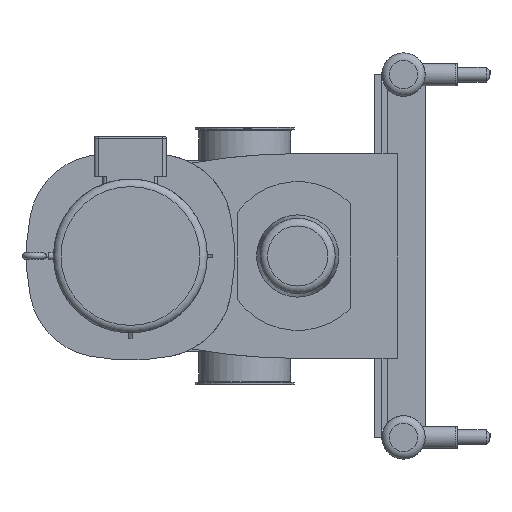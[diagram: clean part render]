
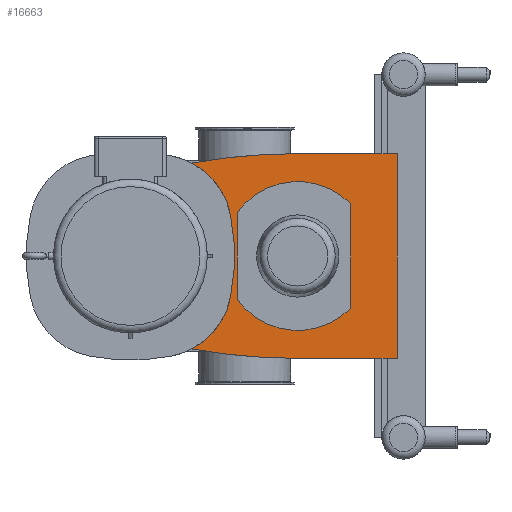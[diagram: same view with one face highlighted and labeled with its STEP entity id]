
A CAD part, left-side view. The second image highlights one B-rep face of the part: STEP entity #16663.
In plain terms, the highlighted planar face has unit normal (-1, 0, 0).
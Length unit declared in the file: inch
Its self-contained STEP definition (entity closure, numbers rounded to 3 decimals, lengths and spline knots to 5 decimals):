
#973=FACE_BOUND('',#5876,.T.);
#1360=PLANE('',#18133);
#2521=LINE('',#31116,#3826);
#2522=LINE('',#31118,#3827);
#2523=LINE('',#31120,#3828);
#2524=LINE('',#31132,#3829);
#2525=LINE('',#31135,#3830);
#3826=VECTOR('',#22092,0.3937);
#3827=VECTOR('',#22093,0.3937);
#3828=VECTOR('',#22094,0.3937);
#3829=VECTOR('',#22105,0.3937);
#3830=VECTOR('',#22108,0.3937);
#4869=FACE_OUTER_BOUND('',#5875,.T.);
#5875=EDGE_LOOP('',(#14768,#14769,#14770,#14771,#14772,#14773,#14774,#14775));
#5876=EDGE_LOOP('',(#14776,#14777,#14778,#14779));
#6648=CIRCLE('',#18134,39.37);
#6649=CIRCLE('',#18135,39.37);
#6650=CIRCLE('',#18136,5.);
#6651=CIRCLE('',#18137,13.78);
#6652=CIRCLE('',#18138,5.);
#6653=CIRCLE('',#18139,4.9215);
#6654=CIRCLE('',#18140,4.9215);
#8119=VERTEX_POINT('',#31112);
#8120=VERTEX_POINT('',#31113);
#8121=VERTEX_POINT('',#31115);
#8122=VERTEX_POINT('',#31117);
#8123=VERTEX_POINT('',#31119);
#8124=VERTEX_POINT('',#31121);
#8125=VERTEX_POINT('',#31123);
#8126=VERTEX_POINT('',#31125);
#8127=VERTEX_POINT('',#31128);
#8128=VERTEX_POINT('',#31129);
#8129=VERTEX_POINT('',#31131);
#8130=VERTEX_POINT('',#31133);
#10406=EDGE_CURVE('',#8119,#8120,#6648,.T.);
#10407=EDGE_CURVE('',#8120,#8121,#2521,.T.);
#10408=EDGE_CURVE('',#8121,#8122,#2522,.T.);
#10409=EDGE_CURVE('',#8122,#8123,#2523,.T.);
#10410=EDGE_CURVE('',#8123,#8124,#6649,.T.);
#10411=EDGE_CURVE('',#8125,#8124,#6650,.F.);
#10412=EDGE_CURVE('',#8125,#8126,#6651,.T.);
#10413=EDGE_CURVE('',#8126,#8119,#6652,.T.);
#10414=EDGE_CURVE('',#8127,#8128,#6653,.T.);
#10415=EDGE_CURVE('',#8128,#8129,#2524,.T.);
#10416=EDGE_CURVE('',#8129,#8130,#6654,.T.);
#10417=EDGE_CURVE('',#8130,#8127,#2525,.T.);
#14768=ORIENTED_EDGE('',*,*,#10406,.T.);
#14769=ORIENTED_EDGE('',*,*,#10407,.T.);
#14770=ORIENTED_EDGE('',*,*,#10408,.T.);
#14771=ORIENTED_EDGE('',*,*,#10409,.T.);
#14772=ORIENTED_EDGE('',*,*,#10410,.T.);
#14773=ORIENTED_EDGE('',*,*,#10411,.F.);
#14774=ORIENTED_EDGE('',*,*,#10412,.T.);
#14775=ORIENTED_EDGE('',*,*,#10413,.T.);
#14776=ORIENTED_EDGE('',*,*,#10414,.T.);
#14777=ORIENTED_EDGE('',*,*,#10415,.T.);
#14778=ORIENTED_EDGE('',*,*,#10416,.T.);
#14779=ORIENTED_EDGE('',*,*,#10417,.T.);
#16663=ADVANCED_FACE('',(#4869,#973),#1360,.F.);
#18133=AXIS2_PLACEMENT_3D('',#31111,#22088,#22089);
#18134=AXIS2_PLACEMENT_3D('',#31114,#22090,#22091);
#18135=AXIS2_PLACEMENT_3D('',#31122,#22095,#22096);
#18136=AXIS2_PLACEMENT_3D('',#31124,#22097,#22098);
#18137=AXIS2_PLACEMENT_3D('',#31126,#22099,#22100);
#18138=AXIS2_PLACEMENT_3D('',#31127,#22101,#22102);
#18139=AXIS2_PLACEMENT_3D('',#31130,#22103,#22104);
#18140=AXIS2_PLACEMENT_3D('',#31134,#22106,#22107);
#22088=DIRECTION('center_axis',(1.,0.,0.));
#22089=DIRECTION('ref_axis',(0.,0.,
-1.));
#22090=DIRECTION('center_axis',(-1.,0.,0.));
#22091=DIRECTION('ref_axis',(0.,0.,
1.));
#22092=DIRECTION('',(0.,-1.,0.));
#22093=DIRECTION('',(0.,0.,1.));
#22094=DIRECTION('',(0.,1.,0.));
#22095=DIRECTION('center_axis',(-1.,0.,0.));
#22096=DIRECTION('ref_axis',(0.,-0.386,-0.923));
#22097=DIRECTION('center_axis',(1.,0.,0.));
#22098=DIRECTION('ref_axis',(0.,-0.707,0.707));
#22099=DIRECTION('center_axis',(1.,0.,0.));
#22100=DIRECTION('ref_axis',(0.,0.911,-0.411));
#22101=DIRECTION('center_axis',(1.,0.,0.));
#22102=DIRECTION('ref_axis',(0.,-0.707,-0.707));
#22103=DIRECTION('center_axis',(1.,0.,0.));
#22104=DIRECTION('ref_axis',(0.,0.711,-0.703));
#22105=DIRECTION('',(0.,0.,-1.));
#22106=DIRECTION('center_axis',(1.,0.,0.));
#22107=DIRECTION('ref_axis',(0.,-0.813,0.583));
#22108=DIRECTION('',(0.,0.,1.));
#31111=CARTESIAN_POINT('Origin',(-34.626,-1.07839,0.));
#31112=CARTESIAN_POINT('',(-34.626,3.51029,-6.14234));
#31113=CARTESIAN_POINT('',(-34.626,-3.5,-6.7715));
#31114=CARTESIAN_POINT('Origin',(-34.626,-3.5,32.5985));
#31115=CARTESIAN_POINT('',(-34.626,-10.075,-6.7715));
#31116=CARTESIAN_POINT('',(-34.626,-3.5,-6.7715));
#31117=CARTESIAN_POINT('',(-34.626,-10.075,6.7715));
#31118=CARTESIAN_POINT('',(-34.626,-10.075,-6.7715));
#31119=CARTESIAN_POINT('',(-34.626,-3.5,6.7715));
#31120=CARTESIAN_POINT('',(-34.626,-10.075,6.7715));
#31121=CARTESIAN_POINT('',(-34.626,3.51029,6.14234));
#31122=CARTESIAN_POINT('Origin',(-34.626,-3.5,-32.5985));
#31123=CARTESIAN_POINT('',(-34.626,0.93997,2.69934));
#31124=CARTESIAN_POINT('Origin',(-34.626,5.8431,1.7199));
#31125=CARTESIAN_POINT('',(-34.626,0.93997,-2.69934));
#31126=CARTESIAN_POINT('Origin',(-34.626,14.453,0.));
#31127=CARTESIAN_POINT('Origin',(-34.626,5.8431,-1.7199));
#31128=CARTESIAN_POINT('',(-34.626,0.5,2.86726));
#31129=CARTESIAN_POINT('',(-34.626,-7.,3.45994));
#31130=CARTESIAN_POINT('Origin',(-34.626,-3.5,0.));
#31131=CARTESIAN_POINT('',(-34.626,-7.,-3.45994));
#31132=CARTESIAN_POINT('',(-34.626,-7.,-1.72997));
#31133=CARTESIAN_POINT('',(-34.626,0.5,-2.86726));
#31134=CARTESIAN_POINT('Origin',(-34.626,-3.5,0.));
#31135=CARTESIAN_POINT('',(-34.626,0.5,1.43363));
